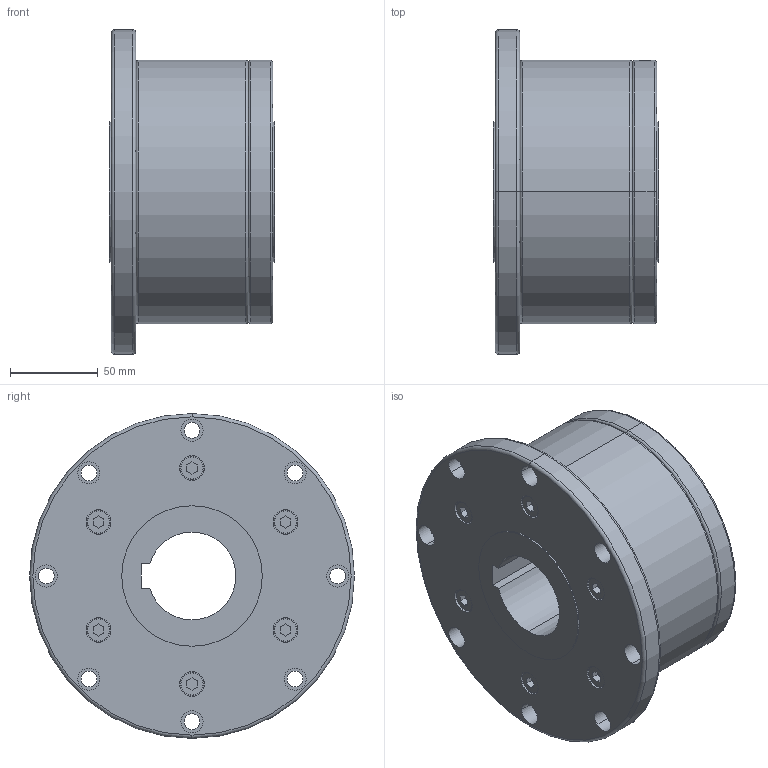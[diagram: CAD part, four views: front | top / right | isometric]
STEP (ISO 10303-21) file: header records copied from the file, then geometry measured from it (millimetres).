
FILE_DESCRIPTION(('STEP AP214'),'1');
FILE_NAME('gl_50_f2-d2.stp','2019-09-14T10:33:31',('TraceParts'),('TraceParts S.A.'),'Spatial InterOp 3D',' ',' ');
FILE_SCHEMA(('AUTOMOTIVE_DESIGN { 1 0 10303 214 1 1 1 1 }'));
Length unit declared in the file: millimetre
Products named in the file (1): gl_50_f2-d2
Bounding box: 94 x 185 x 185 mm (x, y, z)
Volume: 1557245.8 mm3; surface area: 123753.6 mm2
Topology: 1 solids, 1 shells, 267 faces, 658 edges, 442 vertices
Faces by surface type: plane 130, cylinder 101, torus 36
Entity records: 8161 total; most frequent: DIRECTION 1508, CARTESIAN_POINT 1435, ORIENTED_EDGE 1316, EDGE_CURVE 658, AXIS2_PLACEMENT_3D 585, VERTEX_POINT 442, LINE 338, VECTOR 338
